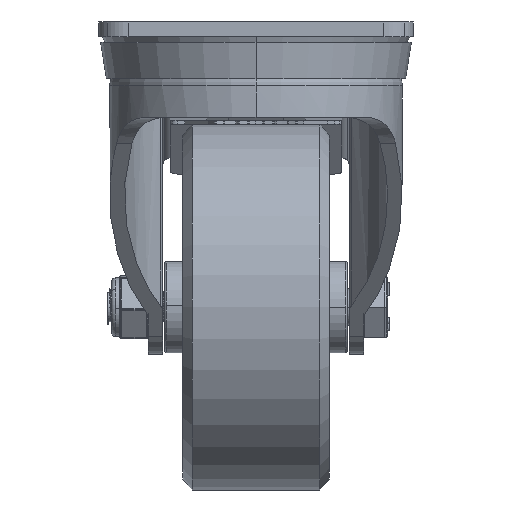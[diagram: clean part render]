
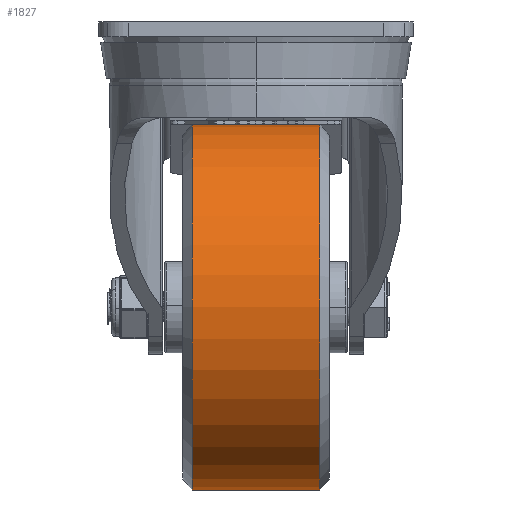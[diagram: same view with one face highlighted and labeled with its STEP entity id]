
A CAD part, left-side view. The second image highlights one B-rep face of the part: STEP entity #1827.
In plain terms, the highlighted cylindrical face has radius 50 mm (diameter 100 mm), a partial arc.
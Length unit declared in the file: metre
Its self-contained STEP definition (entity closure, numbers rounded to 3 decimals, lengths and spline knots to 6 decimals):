
#1827=ADVANCED_FACE('63:154163',(#3761),#3762,.T.);
#3761=FACE_OUTER_BOUND('',#7136,.T.);
#3762=CYLINDRICAL_SURFACE('',#7137,0.05);
#7136=EDGE_LOOP('',(#17264,#17265,#17266,#17267));
#7137=AXIS2_PLACEMENT_3D('',#17268,#17269,#17270);
#17264=ORIENTED_EDGE('',*,*,#26161,.F.);
#17265=ORIENTED_EDGE('',*,*,#26162,.T.);
#17266=ORIENTED_EDGE('',*,*,#26163,.F.);
#17267=ORIENTED_EDGE('',*,*,#26158,.F.);
#17268=CARTESIAN_POINT('',(0.0,0.0,0.0));
#17269=DIRECTION('',(-1.0,0.0,0.0));
#17270=DIRECTION('',(0.0,0.0,1.0));
#26158=EDGE_CURVE('63:154184',#30441,#30444,#30445,.T.);
#26161=EDGE_CURVE('',#30449,#30441,#30450,.T.);
#26162=EDGE_CURVE('63:154181',#30449,#30451,#30452,.T.);
#26163=EDGE_CURVE('',#30444,#30451,#30453,.T.);
#30441=VERTEX_POINT('',#37372);
#30444=VERTEX_POINT('',#37376);
#30445=CIRCLE('',#37377,0.05);
#30449=VERTEX_POINT('',#37382);
#30450=LINE('',#37383,#37384);
#30451=VERTEX_POINT('',#37385);
#30452=CIRCLE('',#37386,0.05);
#30453=LINE('',#37387,#37388);
#37372=CARTESIAN_POINT('',(-0.0175,0.0,0.05));
#37376=CARTESIAN_POINT('',(-0.0175,0.,-0.05));
#37377=AXIS2_PLACEMENT_3D('',#47592,#47593,#47594);
#37382=CARTESIAN_POINT('',(0.0175,0.0,0.05));
#37383=CARTESIAN_POINT('',(0.0,0.,0.05));
#37384=VECTOR('',#47599,1.0);
#37385=CARTESIAN_POINT('',(0.0175,0.,-0.05));
#37386=AXIS2_PLACEMENT_3D('',#47600,#47601,#47602);
#37387=CARTESIAN_POINT('',(0.0,0.,-0.05));
#37388=VECTOR('',#47603,1.0);
#47592=CARTESIAN_POINT('',(-0.0175,0.0,0.0));
#47593=DIRECTION('',(-1.0,0.0,0.0));
#47594=DIRECTION('',(0.0,0.0,1.0));
#47599=DIRECTION('',(-1.0,0.0,0.0));
#47600=CARTESIAN_POINT('',(0.0175,0.0,0.0));
#47601=DIRECTION('',(-1.0,0.0,0.0));
#47602=DIRECTION('',(0.0,0.0,1.0));
#47603=DIRECTION('',(1.0,-0.0,-0.0));
